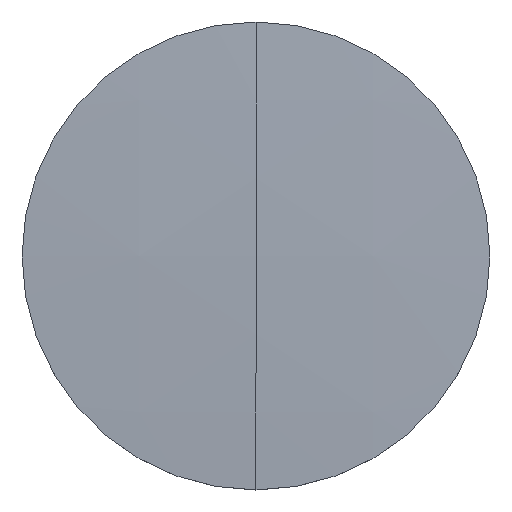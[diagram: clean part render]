
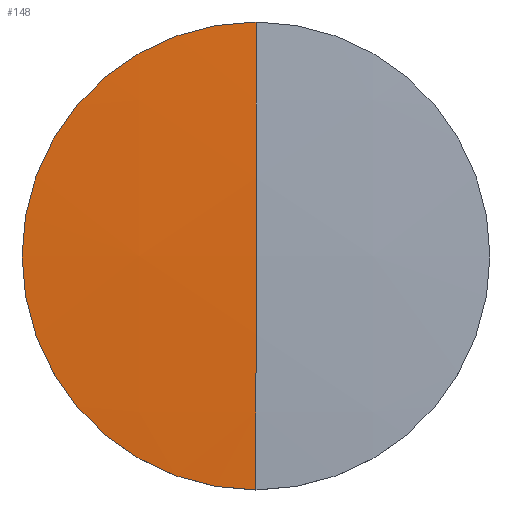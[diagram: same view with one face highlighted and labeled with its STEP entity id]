
A CAD part, top view. The second image highlights one B-rep face of the part: STEP entity #148.
In plain terms, the highlighted spherical face has radius 515.08 mm.
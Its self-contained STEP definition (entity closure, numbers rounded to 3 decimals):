
#1 = CARTESIAN_POINT ( 'NONE',  ( 0., 25.4, 1.183 ) ) ;
#23 = DIRECTION ( 'NONE',  ( 1., 0., 0. ) ) ;
#24 = DIRECTION ( 'NONE',  ( 0., 0., 1. ) ) ;
#25 = CARTESIAN_POINT ( 'NONE',  ( 0., 0., 1.183 ) ) ;
#26 = AXIS2_PLACEMENT_3D ( 'NONE', #25, #24, #23 ) ;
#27 = CIRCLE ( 'NONE', #26, 25.4 ) ;
#29 = DIRECTION ( 'NONE',  ( 0., 0., 1. ) ) ;
#30 = CARTESIAN_POINT ( 'NONE',  ( 0., 0., 1.183 ) ) ;
#31 = AXIS2_PLACEMENT_3D ( 'NONE', #30, #29, #37 ) ;
#36 = CARTESIAN_POINT ( 'NONE',  ( 0., 0., 1.81 ) ) ;
#37 = DIRECTION ( 'NONE',  ( 1., 0., 0. ) ) ;
#49 = AXIS2_PLACEMENT_3D ( 'NONE', #87, #86, #61 ) ;
#50 = SPHERICAL_SURFACE ( 'NONE', #49, 515.08 ) ;
#51 = CARTESIAN_POINT ( 'NONE',  ( 0., -25.4, 1.183 ) ) ;
#61 = DIRECTION ( 'NONE',  ( 0., 1., 0. ) ) ;
#86 = DIRECTION ( 'NONE',  ( -1., 0., 0. ) ) ;
#87 = CARTESIAN_POINT ( 'NONE',  ( 0., 0., -513.27 ) ) ;
#101 = CIRCLE ( 'NONE', #31, 25.4 ) ;
#131 = VERTEX_POINT ( 'NONE', #251 ) ;
#133 = EDGE_CURVE ( 'NONE', #194, #195, #183, .T. ) ;
#135 = CIRCLE ( 'NONE', #160, 515.08 ) ;
#146 = EDGE_CURVE ( 'NONE', #257, #195, #135, .T. ) ;
#147 = EDGE_LOOP ( 'NONE', ( #197, #196, #191, #192 ) ) ;
#148 = ADVANCED_FACE ( 'NONE', ( #156 ), #50, .T. ) ;
#156 = FACE_OUTER_BOUND ( 'NONE', #147, .T. ) ;
#157 = DIRECTION ( 'NONE',  ( 0., 0., -1. ) ) ;
#158 = DIRECTION ( 'NONE',  ( 1., 0., 0. ) ) ;
#159 = CARTESIAN_POINT ( 'NONE',  ( 0., 0., -513.27 ) ) ;
#160 = AXIS2_PLACEMENT_3D ( 'NONE', #159, #158, #157 ) ;
#183 = CIRCLE ( 'NONE', #203, 515.08 ) ;
#191 = ORIENTED_EDGE ( 'NONE', *, *, #133, .T. ) ;
#192 = ORIENTED_EDGE ( 'NONE', *, *, #146, .F. ) ;
#193 = EDGE_CURVE ( 'NONE', #131, #194, #101, .T. ) ;
#194 = VERTEX_POINT ( 'NONE', #51 ) ;
#195 = VERTEX_POINT ( 'NONE', #36 ) ;
#196 = ORIENTED_EDGE ( 'NONE', *, *, #193, .T. ) ;
#197 = ORIENTED_EDGE ( 'NONE', *, *, #231, .T. ) ;
#200 = DIRECTION ( 'NONE',  ( 0., -1., 0. ) ) ;
#201 = DIRECTION ( 'NONE',  ( -1., 0., 0. ) ) ;
#202 = CARTESIAN_POINT ( 'NONE',  ( 0., 0., -513.27 ) ) ;
#203 = AXIS2_PLACEMENT_3D ( 'NONE', #202, #201, #200 ) ;
#231 = EDGE_CURVE ( 'NONE', #257, #131, #27, .T. ) ;
#251 = CARTESIAN_POINT ( 'NONE',  ( -25.4, 0., 1.183 ) ) ;
#257 = VERTEX_POINT ( 'NONE', #1 ) ;
